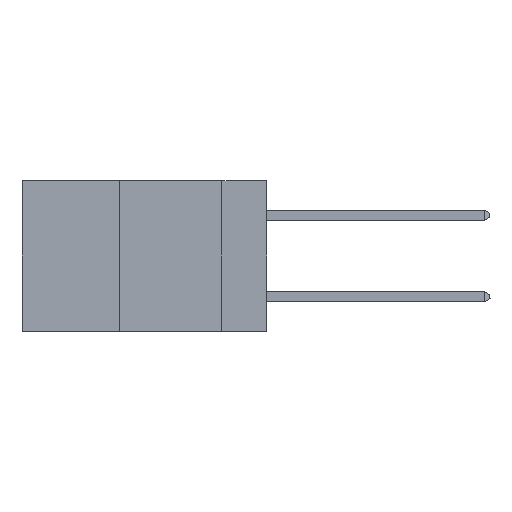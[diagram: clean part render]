
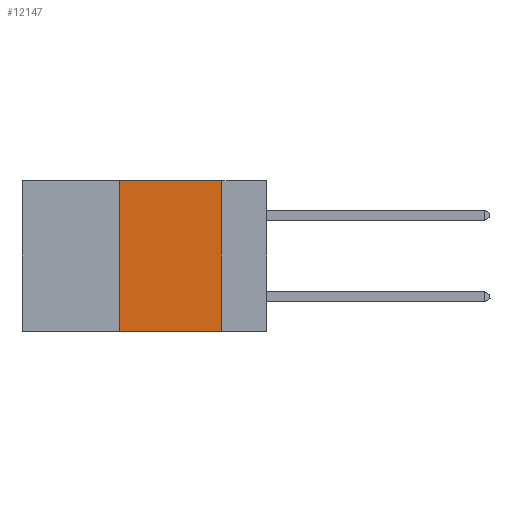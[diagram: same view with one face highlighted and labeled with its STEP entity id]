
A CAD part, left-side view. The second image highlights one B-rep face of the part: STEP entity #12147.
In plain terms, the highlighted planar face has unit normal (-1, 0, 0).
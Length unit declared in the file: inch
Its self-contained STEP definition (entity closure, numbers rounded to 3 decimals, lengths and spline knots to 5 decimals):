
#1259 = VECTOR ( 'NONE', #12809, 39.37008 ) ;
#1525 = PLANE ( 'NONE',  #19424 ) ;
#1678 = CARTESIAN_POINT ( 'NONE',  ( 0., 0.36, -0.37 ) ) ;
#1783 = EDGE_CURVE ( 'NONE', #3983, #22357, #14677, .T. ) ;
#2785 = DIRECTION ( 'NONE',  ( 0., 0., -1. ) ) ;
#3983 = VERTEX_POINT ( 'NONE', #1678 ) ;
#4703 = ORIENTED_EDGE ( 'NONE', *, *, #19044, .T. ) ;
#5537 = CARTESIAN_POINT ( 'NONE',  ( 0., 0.36, 0. ) ) ;
#6080 = VECTOR ( 'NONE', #24961, 39.37008 ) ;
#6397 = CARTESIAN_POINT ( 'NONE',  ( 0., 0.6, -0.37 ) ) ;
#9097 = EDGE_CURVE ( 'NONE', #22357, #9124, #21013, .T. ) ;
#9124 = VERTEX_POINT ( 'NONE', #24817 ) ;
#9718 = CARTESIAN_POINT ( 'NONE',  ( 0., 0.11, -0.37 ) ) ;
#10047 = DIRECTION ( 'NONE',  ( 1., 0., 0. ) ) ;
#11644 = VECTOR ( 'NONE', #16248, 39.37008 ) ;
#12147 = ADVANCED_FACE ( 'NONE', ( #24802 ), #1525, .F. ) ;
#12196 = ORIENTED_EDGE ( 'NONE', *, *, #12825, .F. ) ;
#12452 = CARTESIAN_POINT ( 'NONE',  ( 0., 0.36, 0. ) ) ;
#12809 = DIRECTION ( 'NONE',  ( 0., -1., 0. ) ) ;
#12825 = EDGE_CURVE ( 'NONE', #9124, #26153, #21992, .T. ) ;
#13413 = CARTESIAN_POINT ( 'NONE',  ( 0., 0.11, 0. ) ) ;
#14521 = CARTESIAN_POINT ( 'NONE',  ( 0., 0.6, 0. ) ) ;
#14677 = LINE ( 'NONE', #12452, #11644 ) ;
#16248 = DIRECTION ( 'NONE',  ( 0., 0., 1. ) ) ;
#16638 = CARTESIAN_POINT ( 'NONE',  ( 0., 0.6, 0. ) ) ;
#18129 = ORIENTED_EDGE ( 'NONE', *, *, #1783, .F. ) ;
#19044 = EDGE_CURVE ( 'NONE', #3983, #26153, #25602, .T. ) ;
#19247 = ORIENTED_EDGE ( 'NONE', *, *, #9097, .F. ) ;
#19424 = AXIS2_PLACEMENT_3D ( 'NONE', #14521, #10047, #23110 ) ;
#21013 = LINE ( 'NONE', #16638, #6080 ) ;
#21992 = LINE ( 'NONE', #13413, #27081 ) ;
#22357 = VERTEX_POINT ( 'NONE', #5537 ) ;
#22755 = EDGE_LOOP ( 'NONE', ( #12196, #19247, #18129, #4703 ) ) ;
#23110 = DIRECTION ( 'NONE',  ( 0., 0., -1. ) ) ;
#24802 = FACE_OUTER_BOUND ( 'NONE', #22755, .T. ) ;
#24817 = CARTESIAN_POINT ( 'NONE',  ( 0., 0.11, 0. ) ) ;
#24961 = DIRECTION ( 'NONE',  ( 0., -1., 0. ) ) ;
#25602 = LINE ( 'NONE', #6397, #1259 ) ;
#26153 = VERTEX_POINT ( 'NONE', #9718 ) ;
#27081 = VECTOR ( 'NONE', #2785, 39.37008 ) ;
